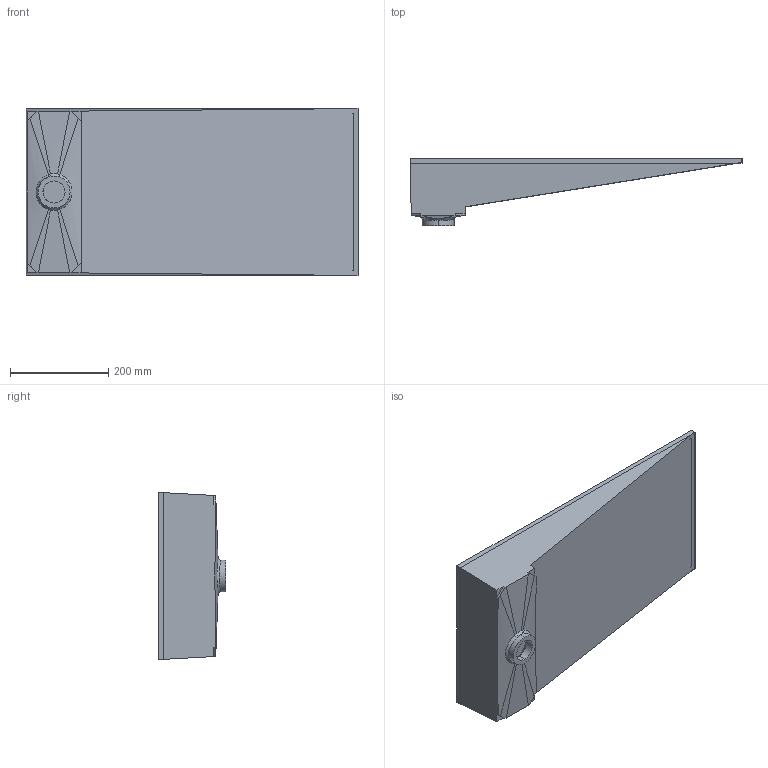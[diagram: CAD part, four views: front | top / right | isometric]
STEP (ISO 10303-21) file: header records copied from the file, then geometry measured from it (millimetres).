
FILE_DESCRIPTION (( 'STEP AP214' ), '1' );
FILE_NAME ('GAP1_[655x320].STEP', '2018-04-18T12:48:09', ( '' ), ( '' ), 'SwSTEP 2.0', 'SolidWorks 2017', '' );
FILE_SCHEMA (( 'AUTOMOTIVE_DESIGN' ));
Length unit declared in the file: millimetre
Products named in the file (1): GAP1_[655x320]
Bounding box: 675 x 137 x 340.03 mm (x, y, z)
Volume: 3884715 mm3; surface area: 837191 mm2
Topology: 3 solids, 3 shells, 93 faces, 251 edges, 164 vertices
Faces by surface type: plane 45, bspline 32, cylinder 12, torus 4
Entity records: 8201 total; most frequent: CARTESIAN_POINT 6079, ORIENTED_EDGE 502, DIRECTION 298, EDGE_CURVE 251, VERTEX_POINT 164, LINE 126, VECTOR 126, B_SPLINE_CURVE_WITH_KNOTS 101
